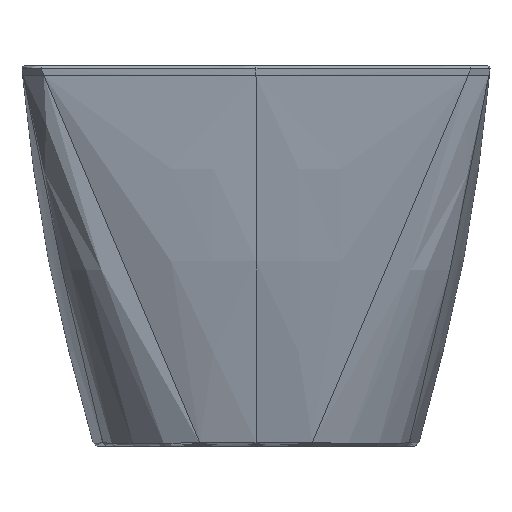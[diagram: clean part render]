
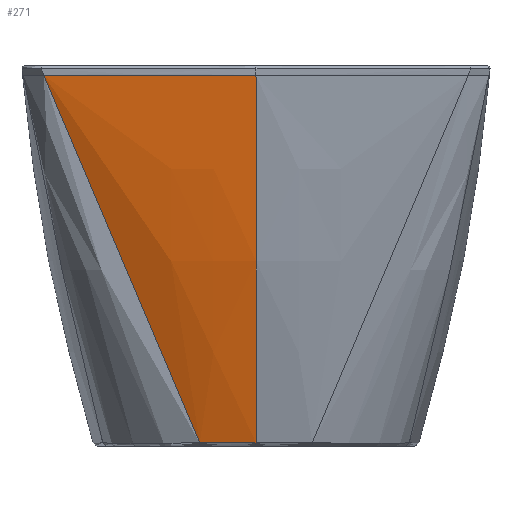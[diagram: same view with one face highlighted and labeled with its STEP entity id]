
A CAD part, left-side view. The second image highlights one B-rep face of the part: STEP entity #271.
In plain terms, the highlighted free-form (B-spline) face has degree [5, 4] with [6, 5] control points.
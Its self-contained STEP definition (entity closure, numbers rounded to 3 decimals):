
#271=ADVANCED_FACE('',(#698),#6330,.T.);
#698=FACE_OUTER_BOUND('',#1133,.T.);
#1133=EDGE_LOOP('',(#2463,#2464,#2465,#2466));
#2463=ORIENTED_EDGE('',*,*,#4003,.T.);
#2464=ORIENTED_EDGE('',*,*,#3977,.F.);
#2465=ORIENTED_EDGE('',*,*,#4000,.F.);
#2466=ORIENTED_EDGE('',*,*,#4002,.T.);
#3977=EDGE_CURVE('',#5856,#5857,#4975,.T.);
#4000=EDGE_CURVE('',#5880,#5856,#4998,.T.);
#4002=EDGE_CURVE('',#5880,#5881,#5000,.T.);
#4003=EDGE_CURVE('',#5881,#5857,#5001,.T.);
#4975=B_SPLINE_CURVE_WITH_KNOTS('',5,(#77171,#77172,#77173,#77174,#77175,
#77176,#77177,#77178,#77179,#77180,#77181,#77182),.UNSPECIFIED.,.F.,.F.,
(6,3,3,6),(0.,0.011,431.481,482.313),
 .UNSPECIFIED.);
#4998=B_SPLINE_CURVE_WITH_KNOTS('',5,(#77726,#77727,#77728,#77729,#77730,
#77731,#77732,#77733,#77734),.UNSPECIFIED.,.F.,.F.,(6,3,6),(5.902,
313.144,647.538),.UNSPECIFIED.);
#5000=B_SPLINE_CURVE_WITH_KNOTS('',3,(#77744,#77745,#77746,#77747),
 .UNSPECIFIED.,.F.,.F.,(4,4),(-127.697,0.),.UNSPECIFIED.);
#5001=B_SPLINE_CURVE_WITH_KNOTS('',4,(#77748,#77749,#77750,#77751,#77752),
 .UNSPECIFIED.,.F.,.F.,(5,5),(17932.009,18539.121),.UNSPECIFIED.);
#5856=VERTEX_POINT('',#76936);
#5857=VERTEX_POINT('',#76937);
#5880=VERTEX_POINT('',#76960);
#5881=VERTEX_POINT('',#76961);
#6330=B_SPLINE_SURFACE_WITH_KNOTS('',5,4,((#67989,#67990,#67991,#67992,
#67993),(#67994,#67995,#67996,#67997,#67998),(#67999,#68000,#68001,#68002,
#68003),(#68004,#68005,#68006,#68007,#68008),(#68009,#68010,#68011,#68012,
#68013),(#68014,#68015,#68016,#68017,#68018)),.UNSPECIFIED.,.F.,.F.,.F.,
(6,6),(5,5),(0.,387.451),(17926.477,18554.292),
 .UNSPECIFIED.);
#67989=CARTESIAN_POINT('',(-634.152,383.983,-305.243));
#67990=CARTESIAN_POINT('',(-691.563,383.983,-157.63));
#67991=CARTESIAN_POINT('',(-738.74,383.983,-6.036));
#67992=CARTESIAN_POINT('',(-775.267,383.983,148.47));
#67993=CARTESIAN_POINT('',(-800.957,383.983,304.757));
#67994=CARTESIAN_POINT('',(-650.589,307.061,-305.243));
#67995=CARTESIAN_POINT('',(-703.905,307.061,-157.203));
#67996=CARTESIAN_POINT('',(-746.958,307.061,-5.465));
#67997=CARTESIAN_POINT('',(-779.361,307.061,148.897));
#67998=CARTESIAN_POINT('',(-800.957,307.061,304.757));
#67999=CARTESIAN_POINT('',(-662.747,230.139,-305.243));
#68000=CARTESIAN_POINT('',(-713.035,230.139,-156.887));
#68001=CARTESIAN_POINT('',(-753.037,230.139,-5.043));
#68002=CARTESIAN_POINT('',(-782.39,230.139,149.214));
#68003=CARTESIAN_POINT('',(-800.957,230.139,304.757));
#68004=CARTESIAN_POINT('',(-670.887,152.905,-305.243));
#68005=CARTESIAN_POINT('',(-719.147,152.905,-156.675));
#68006=CARTESIAN_POINT('',(-757.107,152.905,-4.76));
#68007=CARTESIAN_POINT('',(-784.417,152.905,149.425));
#68008=CARTESIAN_POINT('',(-800.957,152.905,304.757));
#68009=CARTESIAN_POINT('',(-674.957,75.326,-305.243));
#68010=CARTESIAN_POINT('',(-722.204,75.326,-156.569));
#68011=CARTESIAN_POINT('',(-759.142,75.326,-4.619));
#68012=CARTESIAN_POINT('',(-785.431,75.326,149.531));
#68013=CARTESIAN_POINT('',(-800.957,75.326,304.757));
#68014=CARTESIAN_POINT('',(-674.957,-2.253,-305.243));
#68015=CARTESIAN_POINT('',(-722.204,-2.253,-156.569));
#68016=CARTESIAN_POINT('',(-759.142,-2.253,-4.619));
#68017=CARTESIAN_POINT('',(-785.431,-2.253,149.531));
#68018=CARTESIAN_POINT('',(-800.957,-2.253,304.757));
#76936=CARTESIAN_POINT('',(-798.669,338.347,289.757));
#76937=CARTESIAN_POINT('',(-799.419,-2.253,289.757));
#76960=CARTESIAN_POINT('',(-674.423,88.053,-300.024));
#76961=CARTESIAN_POINT('',(-676.618,-2.253,-300.002));
#77171=CARTESIAN_POINT('',(-798.669,338.347,289.757));
#77172=CARTESIAN_POINT('',(-798.669,338.345,289.757));
#77173=CARTESIAN_POINT('',(-798.669,338.343,289.757));
#77174=CARTESIAN_POINT('',(-798.669,338.343,289.757));
#77175=CARTESIAN_POINT('',(-798.938,277.538,289.757));
#77176=CARTESIAN_POINT('',(-799.146,216.701,289.757));
#77177=CARTESIAN_POINT('',(-799.294,155.778,289.757));
#77178=CARTESIAN_POINT('',(-799.393,87.568,289.757));
#77179=CARTESIAN_POINT('',(-799.416,19.325,289.757));
#77180=CARTESIAN_POINT('',(-799.418,12.132,289.757));
#77181=CARTESIAN_POINT('',(-799.419,4.939,289.757));
#77182=CARTESIAN_POINT('',(-799.419,-2.253,289.757));
#77726=CARTESIAN_POINT('',(-674.423,88.053,-300.024));
#77727=CARTESIAN_POINT('',(-690.499,114.759,-245.674));
#77728=CARTESIAN_POINT('',(-705.124,140.733,-190.981));
#77729=CARTESIAN_POINT('',(-718.601,166.058,-135.803));
#77730=CARTESIAN_POINT('',(-744.766,217.671,-19.334));
#77731=CARTESIAN_POINT('',(-767.433,266.587,99.759));
#77732=CARTESIAN_POINT('',(-778.48,291.34,162.551));
#77733=CARTESIAN_POINT('',(-788.875,315.29,225.969));
#77734=CARTESIAN_POINT('',(-798.669,338.347,289.757));
#77744=CARTESIAN_POINT('',(-674.423,88.053,-300.024));
#77745=CARTESIAN_POINT('',(-675.886,57.974,-300.009));
#77746=CARTESIAN_POINT('',(-676.618,27.861,-300.002));
#77747=CARTESIAN_POINT('',(-676.618,-2.253,-300.002));
#77748=CARTESIAN_POINT('',(-676.618,-2.253,-300.002));
#77749=CARTESIAN_POINT('',(-722.043,-2.253,-156.147));
#77750=CARTESIAN_POINT('',(-757.823,-2.253,-9.246));
#77751=CARTESIAN_POINT('',(-783.65,-2.253,139.727));
#77752=CARTESIAN_POINT('',(-799.419,-2.253,289.757));
